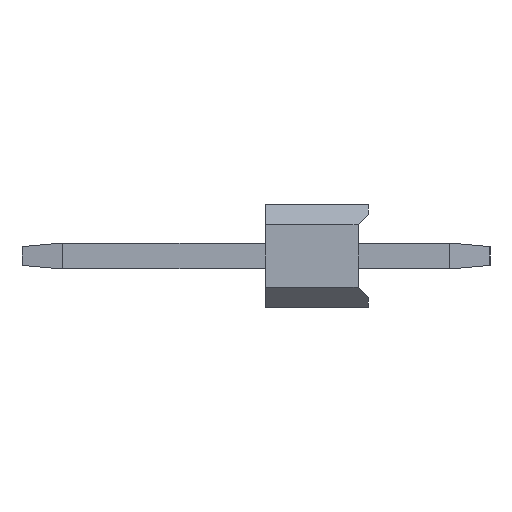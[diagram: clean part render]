
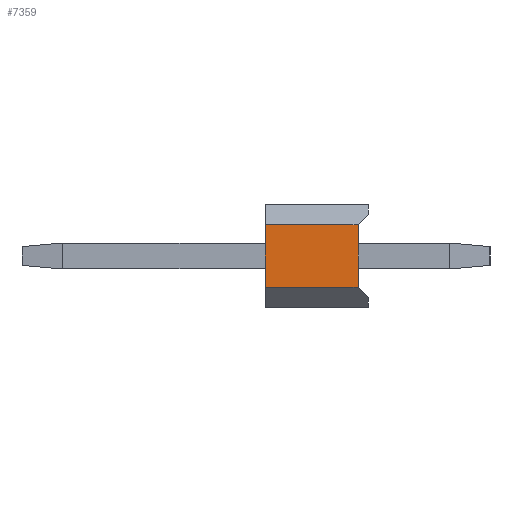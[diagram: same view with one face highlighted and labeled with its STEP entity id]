
A CAD part, left-side view. The second image highlights one B-rep face of the part: STEP entity #7359.
In plain terms, the highlighted planar face has unit normal (-1, 0, 0).
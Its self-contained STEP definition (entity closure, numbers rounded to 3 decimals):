
#42 = VECTOR ( 'NONE', #10945, 1000. ) ;
#669 = DIRECTION ( 'NONE',  ( 0., 0., -1. ) ) ;
#1163 = AXIS2_PLACEMENT_3D ( 'NONE', #3801, #1742, #669 ) ;
#1528 = LINE ( 'NONE', #2484, #42 ) ;
#1691 = CARTESIAN_POINT ( 'NONE',  ( -24.13, 2.54, 1.27 ) ) ;
#1742 = DIRECTION ( 'NONE',  ( 1., 0., 0. ) ) ;
#2202 = LINE ( 'NONE', #11109, #4524 ) ;
#2367 = CARTESIAN_POINT ( 'NONE',  ( -24.13, 2.54, -0.77 ) ) ;
#2466 = EDGE_CURVE ( 'NONE', #10254, #5803, #1528, .T. ) ;
#2484 = CARTESIAN_POINT ( 'NONE',  ( -24.13, 2.54, 0.77 ) ) ;
#3211 = LINE ( 'NONE', #7747, #7675 ) ;
#3602 = VERTEX_POINT ( 'NONE', #2367 ) ;
#3801 = CARTESIAN_POINT ( 'NONE',  ( -24.13, 2.54, 1.27 ) ) ;
#4137 = CARTESIAN_POINT ( 'NONE',  ( -24.13, 0.254, -0.77 ) ) ;
#4524 = VECTOR ( 'NONE', #4739, 1000. ) ;
#4739 = DIRECTION ( 'NONE',  ( 0., 0., -1. ) ) ;
#5803 = VERTEX_POINT ( 'NONE', #11758 ) ;
#5998 = EDGE_CURVE ( 'NONE', #3602, #5803, #7958, .T. ) ;
#6461 = ORIENTED_EDGE ( 'NONE', *, *, #2466, .T. ) ;
#6694 = VERTEX_POINT ( 'NONE', #4137 ) ;
#7359 = ADVANCED_FACE ( 'NONE', ( #10402 ), #12079, .F. ) ;
#7675 = VECTOR ( 'NONE', #7791, 1000. ) ;
#7747 = CARTESIAN_POINT ( 'NONE',  ( -24.13, 2.54, -0.77 ) ) ;
#7791 = DIRECTION ( 'NONE',  ( 0., -1., 0. ) ) ;
#7846 = EDGE_CURVE ( 'NONE', #3602, #6694, #3211, .T. ) ;
#7958 = LINE ( 'NONE', #1691, #11626 ) ;
#8480 = EDGE_CURVE ( 'NONE', #10254, #6694, #2202, .T. ) ;
#8630 = CARTESIAN_POINT ( 'NONE',  ( -24.13, 0.254, 0.77 ) ) ;
#8640 = ORIENTED_EDGE ( 'NONE', *, *, #5998, .F. ) ;
#10254 = VERTEX_POINT ( 'NONE', #8630 ) ;
#10402 = FACE_OUTER_BOUND ( 'NONE', #10581, .T. ) ;
#10581 = EDGE_LOOP ( 'NONE', ( #13733, #6461, #8640, #13081 ) ) ;
#10945 = DIRECTION ( 'NONE',  ( 0., 1., 0. ) ) ;
#11109 = CARTESIAN_POINT ( 'NONE',  ( -24.13, 0.254, 0.77 ) ) ;
#11269 = DIRECTION ( 'NONE',  ( 0., 0., 1. ) ) ;
#11626 = VECTOR ( 'NONE', #11269, 1000. ) ;
#11758 = CARTESIAN_POINT ( 'NONE',  ( -24.13, 2.54, 0.77 ) ) ;
#12079 = PLANE ( 'NONE',  #1163 ) ;
#13081 = ORIENTED_EDGE ( 'NONE', *, *, #7846, .T. ) ;
#13733 = ORIENTED_EDGE ( 'NONE', *, *, #8480, .F. ) ;
